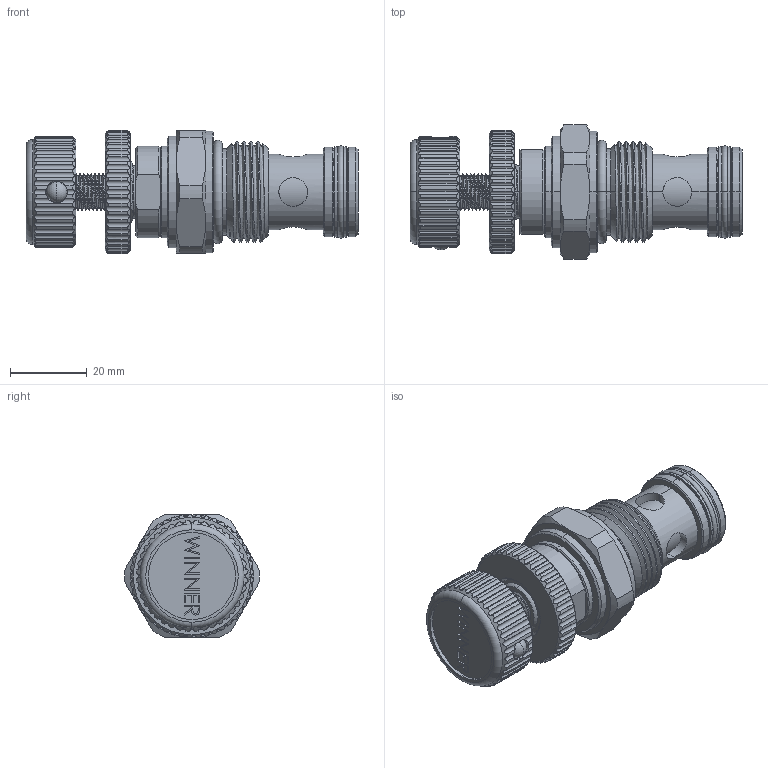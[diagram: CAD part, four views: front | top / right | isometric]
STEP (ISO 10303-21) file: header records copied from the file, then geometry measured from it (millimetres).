
FILE_DESCRIPTION (( 'STEP AP203' ), '1' );
FILE_NAME ('NV17E20-K.STEP', '2024-06-26T05:39:45', ( '' ), ( '' ), 'SwSTEP 2.0', 'SolidWorks 2018', '' );
FILE_SCHEMA (( 'CONFIG_CONTROL_DESIGN' ));
Products named in the file (1): NV17E20-K
Bounding box: 86.6 x 35.08 x 32.2 mm (x, y, z)
Volume: 41497 mm3; surface area: 12792.9 mm2
Topology: 1 solids, 7 shells, 605 faces, 1611 edges, 1044 vertices
Faces by surface type: cylinder 343, plane 154, cone 71, bspline 23, torus 12, sphere 2
Entity records: 34674 total; most frequent: CARTESIAN_POINT 20395, ORIENTED_EDGE 3198, DIRECTION 2680, EDGE_CURVE 1599, VERTEX_POINT 1044, AXIS2_PLACEMENT_3D 1016, LINE 648, VECTOR 648
